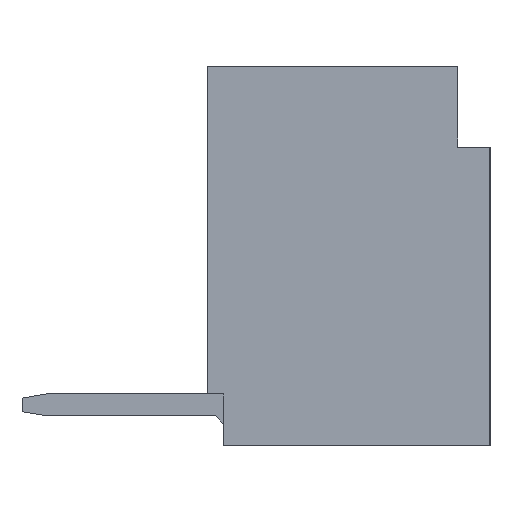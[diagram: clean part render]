
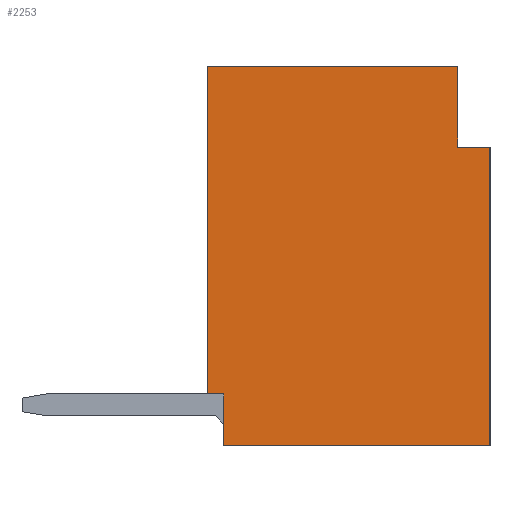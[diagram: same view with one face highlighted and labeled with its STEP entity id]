
A CAD part, left-side view. The second image highlights one B-rep face of the part: STEP entity #2253.
In plain terms, the highlighted planar face has unit normal (-1, 0, 0).
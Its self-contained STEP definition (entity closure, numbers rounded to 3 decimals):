
#262=ORIENTED_EDGE('',*,*,#891,.F.);
#263=ORIENTED_EDGE('',*,*,#892,.T.);
#264=ORIENTED_EDGE('',*,*,#883,.T.);
#265=ORIENTED_EDGE('',*,*,#775,.T.);
#266=ORIENTED_EDGE('',*,*,#893,.F.);
#267=ORIENTED_EDGE('',*,*,#894,.T.);
#268=ORIENTED_EDGE('',*,*,#895,.T.);
#269=ORIENTED_EDGE('',*,*,#867,.T.);
#775=EDGE_CURVE('',#1103,#1102,#1312,.T.);
#867=EDGE_CURVE('',#1180,#1179,#1404,.T.);
#883=EDGE_CURVE('',#1188,#1103,#1420,.T.);
#891=EDGE_CURVE('',#1193,#1179,#1428,.T.);
#892=EDGE_CURVE('',#1193,#1188,#1429,.T.);
#893=EDGE_CURVE('',#1194,#1102,#1430,.T.);
#894=EDGE_CURVE('',#1194,#1195,#1431,.T.);
#895=EDGE_CURVE('',#1195,#1180,#1432,.T.);
#1102=VERTEX_POINT('',#3173);
#1103=VERTEX_POINT('',#3175);
#1179=VERTEX_POINT('',#3357);
#1180=VERTEX_POINT('',#3359);
#1188=VERTEX_POINT('',#3389);
#1193=VERTEX_POINT('',#3404);
#1194=VERTEX_POINT('',#3407);
#1195=VERTEX_POINT('',#3409);
#1312=LINE('',#3174,#1611);
#1404=LINE('',#3358,#1703);
#1420=LINE('',#3388,#1719);
#1428=LINE('',#3403,#1727);
#1429=LINE('',#3405,#1728);
#1430=LINE('',#3406,#1729);
#1431=LINE('',#3408,#1730);
#1432=LINE('',#3410,#1731);
#1611=VECTOR('',#2559,1000.);
#1703=VECTOR('',#2681,1000.);
#1719=VECTOR('',#2709,1000.);
#1727=VECTOR('',#2721,1000.);
#1728=VECTOR('',#2722,1000.);
#1729=VECTOR('',#2723,1000.);
#1730=VECTOR('',#2724,1000.);
#1731=VECTOR('',#2725,1000.);
#1910=EDGE_LOOP('',(#262,#263,#264,#265,#266,#267,#268,#269));
#2035=FACE_BOUND('',#1910,.T.);
#2152=PLANE('',#2397);
#2253=ADVANCED_FACE('',(#2035),#2152,.T.);
#2397=AXIS2_PLACEMENT_3D('',#3402,#2719,#2720);
#2559=DIRECTION('',(0.,0.,1.));
#2681=DIRECTION('',(0.,0.,-1.));
#2709=DIRECTION('',(0.,-1.,0.));
#2719=DIRECTION('',(-1.,0.,0.));
#2720=DIRECTION('',(0.,0.,1.));
#2721=DIRECTION('',(0.,1.,0.));
#2722=DIRECTION('',(0.,0.,-1.));
#2723=DIRECTION('',(0.,-1.,0.));
#2724=DIRECTION('',(0.,0.,1.));
#2725=DIRECTION('',(0.,1.,0.));
#3173=CARTESIAN_POINT('',(-3.375,-1.75,1.35));
#3174=CARTESIAN_POINT('',(-3.375,-1.75,-2.35));
#3175=CARTESIAN_POINT('',(-3.375,-1.75,-2.35));
#3357=CARTESIAN_POINT('',(-3.375,1.75,-1.71));
#3358=CARTESIAN_POINT('',(-3.375,1.75,2.35));
#3359=CARTESIAN_POINT('',(-3.375,1.75,2.35));
#3388=CARTESIAN_POINT('',(-3.375,1.75,-2.35));
#3389=CARTESIAN_POINT('',(-3.375,1.55,-2.35));
#3402=CARTESIAN_POINT('',(-3.375,0.,0.));
#3403=CARTESIAN_POINT('',(-3.375,1.55,-1.71));
#3404=CARTESIAN_POINT('',(-3.375,1.55,-1.71));
#3405=CARTESIAN_POINT('',(-3.375,1.55,-1.81));
#3406=CARTESIAN_POINT('',(-3.375,-1.35,1.35));
#3407=CARTESIAN_POINT('',(-3.375,-1.35,1.35));
#3408=CARTESIAN_POINT('',(-3.375,-1.35,1.35));
#3409=CARTESIAN_POINT('',(-3.375,-1.35,2.35));
#3410=CARTESIAN_POINT('',(-3.375,-1.75,2.35));
